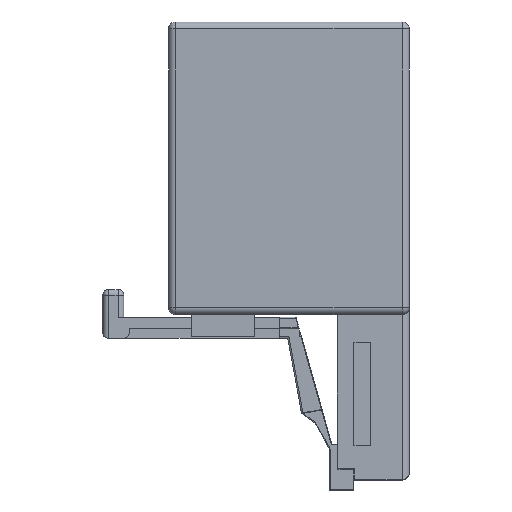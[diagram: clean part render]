
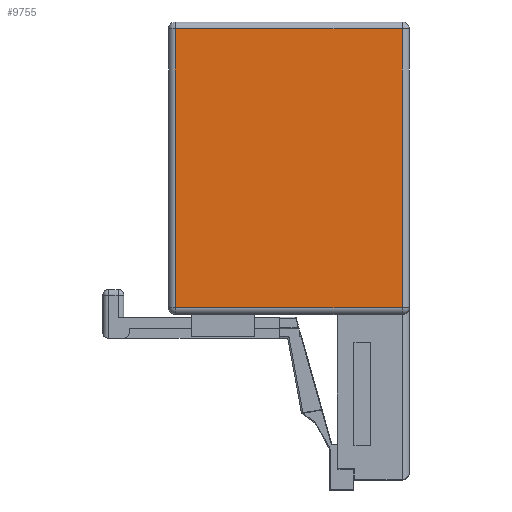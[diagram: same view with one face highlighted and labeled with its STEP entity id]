
A CAD part, left-side view. The second image highlights one B-rep face of the part: STEP entity #9755.
In plain terms, the highlighted planar face has unit normal (-1, 0, 0).
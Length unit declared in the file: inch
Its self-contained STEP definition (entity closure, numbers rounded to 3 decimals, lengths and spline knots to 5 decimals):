
#8587 = DIRECTION ( 'NONE',  ( 0., 0., -1. ) ) ;
#8588 = VECTOR ( 'NONE', #8587, 39.37008 ) ;
#8589 = CARTESIAN_POINT ( 'NONE',  ( -0.32, 0.411, 0.53 ) ) ;
#8590 = LINE ( 'NONE', #8589, #8588 ) ;
#8591 = CARTESIAN_POINT ( 'NONE',  ( -0.32, 0.411, 0.505 ) ) ;
#8592 = CARTESIAN_POINT ( 'NONE',  ( -0.32, -0.411, -0.505 ) ) ;
#8593 = CARTESIAN_POINT ( 'NONE',  ( -0.32, 0.411, -0.505 ) ) ;
#8594 = DIRECTION ( 'NONE',  ( 0., -1., 0. ) ) ;
#8595 = VECTOR ( 'NONE', #8594, 39.37008 ) ;
#8596 = CARTESIAN_POINT ( 'NONE',  ( -0.32, 0.436, -0.505 ) ) ;
#8597 = LINE ( 'NONE', #8596, #8595 ) ;
#8635 = DIRECTION ( 'NONE',  ( 0., 0., -1. ) ) ;
#8636 = DIRECTION ( 'NONE',  ( 1., 0., 0. ) ) ;
#8637 = CARTESIAN_POINT ( 'NONE',  ( -0.32, 0.436, 0.53 ) ) ;
#8638 = AXIS2_PLACEMENT_3D ( 'NONE', #8637, #8636, #8635 ) ;
#8639 = PLANE ( 'NONE',  #8638 ) ;
#8640 = FACE_OUTER_BOUND ( 'NONE', #9756, .T. ) ;
#8664 = CARTESIAN_POINT ( 'NONE',  ( -0.32, -0.411, 0.505 ) ) ;
#8673 = DIRECTION ( 'NONE',  ( 0., 1., 0. ) ) ;
#8674 = VECTOR ( 'NONE', #8673, 39.37008 ) ;
#8675 = CARTESIAN_POINT ( 'NONE',  ( -0.32, 0.436, 0.505 ) ) ;
#8676 = LINE ( 'NONE', #8675, #8674 ) ;
#8677 = DIRECTION ( 'NONE',  ( 0., 0., 1. ) ) ;
#8678 = VECTOR ( 'NONE', #8677, 39.37008 ) ;
#8679 = CARTESIAN_POINT ( 'NONE',  ( -0.32, -0.411, 0.53 ) ) ;
#8680 = LINE ( 'NONE', #8679, #8678 ) ;
#9744 = ORIENTED_EDGE ( 'NONE', *, *, #9745, .T. ) ;
#9745 = EDGE_CURVE ( 'NONE', #9746, #9747, #8597, .T. ) ;
#9746 = VERTEX_POINT ( 'NONE', #8593 ) ;
#9747 = VERTEX_POINT ( 'NONE', #8592 ) ;
#9748 = VERTEX_POINT ( 'NONE', #8591 ) ;
#9750 = EDGE_CURVE ( 'NONE', #9748, #9746, #8590, .T. ) ;
#9751 = ORIENTED_EDGE ( 'NONE', *, *, #9750, .T. ) ;
#9755 = ADVANCED_FACE ( 'NONE', ( #8640 ), #8639, .F. ) ;
#9756 = EDGE_LOOP ( 'NONE', ( #9751, #9744, #9766, #9777 ) ) ;
#9766 = ORIENTED_EDGE ( 'NONE', *, *, #9773, .T. ) ;
#9773 = EDGE_CURVE ( 'NONE', #9747, #9776, #8680, .T. ) ;
#9774 = EDGE_CURVE ( 'NONE', #9776, #9748, #8676, .T. ) ;
#9776 = VERTEX_POINT ( 'NONE', #8664 ) ;
#9777 = ORIENTED_EDGE ( 'NONE', *, *, #9774, .T. ) ;
